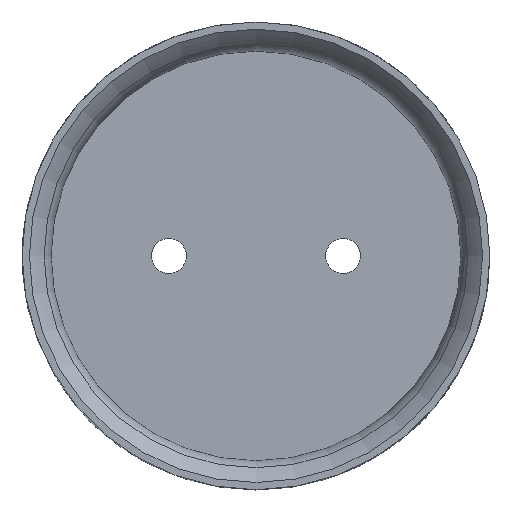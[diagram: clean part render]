
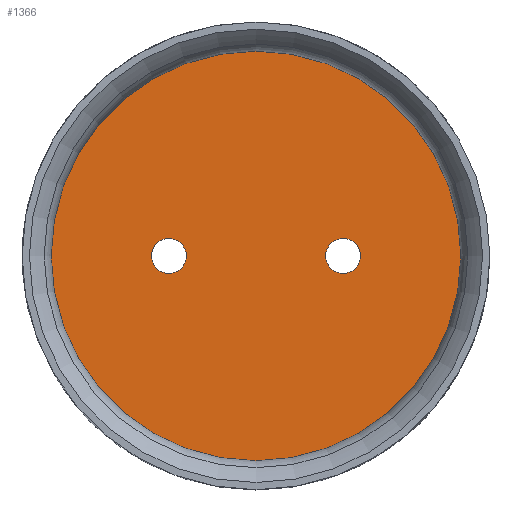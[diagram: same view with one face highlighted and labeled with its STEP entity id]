
A CAD part, top view. The second image highlights one B-rep face of the part: STEP entity #1366.
In plain terms, the highlighted planar face has unit normal (0, 0, 1).
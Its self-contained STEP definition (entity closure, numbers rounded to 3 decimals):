
#17=FACE_BOUND('',#349,.T.);
#18=FACE_BOUND('',#350,.T.);
#39=PLANE('',#1528);
#259=FACE_OUTER_BOUND('',#348,.T.);
#348=EDGE_LOOP('',(#1244));
#349=EDGE_LOOP('',(#1245));
#350=EDGE_LOOP('',(#1246));
#442=CIRCLE('',#1516,14.1);
#445=CIRCLE('',#1520,1.2);
#447=CIRCLE('',#1523,1.2);
#625=VERTEX_POINT('',#3642);
#627=VERTEX_POINT('',#3648);
#629=VERTEX_POINT('',#3654);
#827=EDGE_CURVE('',#625,#625,#442,.T.);
#831=EDGE_CURVE('',#627,#627,#445,.T.);
#834=EDGE_CURVE('',#629,#629,#447,.T.);
#1244=ORIENTED_EDGE('',*,*,#827,.T.);
#1245=ORIENTED_EDGE('',*,*,#834,.T.);
#1246=ORIENTED_EDGE('',*,*,#831,.T.);
#1366=ADVANCED_FACE('',(#259,#17,#18),#39,.T.);
#1516=AXIS2_PLACEMENT_3D('',#3643,#1846,#1847);
#1520=AXIS2_PLACEMENT_3D('',#3650,#1855,#1856);
#1523=AXIS2_PLACEMENT_3D('',#3656,#1862,#1863);
#1528=AXIS2_PLACEMENT_3D('',#3663,#1873,#1874);
#1846=DIRECTION('center_axis',(0.,0.,
1.));
#1847=DIRECTION('ref_axis',(1.,0.,0.));
#1855=DIRECTION('center_axis',(0.,0.,-1.));
#1856=DIRECTION('ref_axis',(-1.,0.,0.));
#1862=DIRECTION('center_axis',(0.,0.,-1.));
#1863=DIRECTION('ref_axis',(-1.,0.,0.));
#1873=DIRECTION('center_axis',(0.,0.,1.));
#1874=DIRECTION('ref_axis',(1.,0.,0.));
#3642=CARTESIAN_POINT('',(-14.1,0.,8.));
#3643=CARTESIAN_POINT('Origin',(0.,0.,
8.));
#3648=CARTESIAN_POINT('',(7.2,0.,8.));
#3650=CARTESIAN_POINT('Origin',(6.,0.,8.));
#3654=CARTESIAN_POINT('',(-4.8,0.,8.));
#3656=CARTESIAN_POINT('Origin',(-6.,0.,
8.));
#3663=CARTESIAN_POINT('Origin',(0.,0.,8.));
